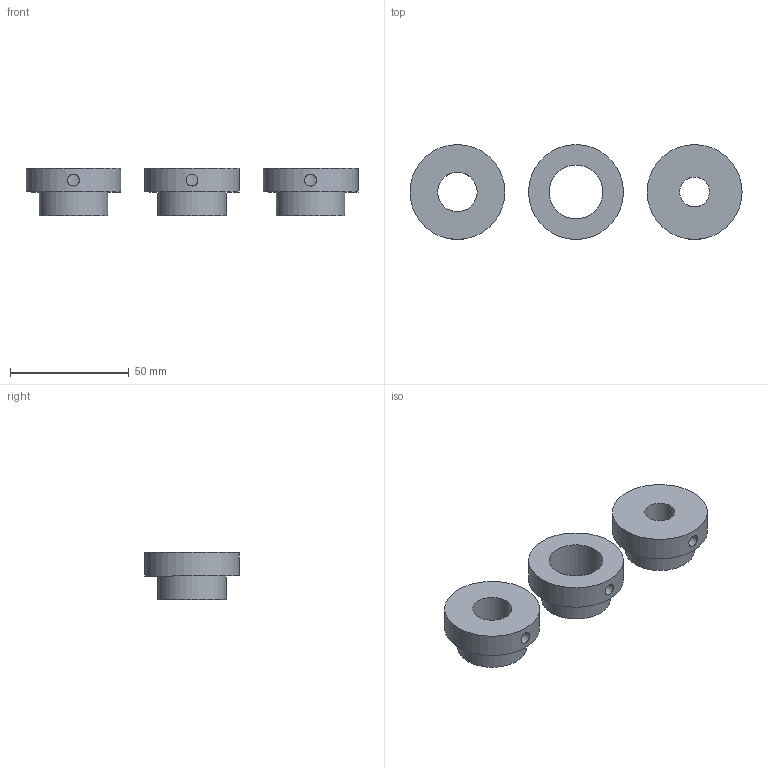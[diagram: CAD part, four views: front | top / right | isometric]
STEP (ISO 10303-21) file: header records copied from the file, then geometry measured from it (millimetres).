
FILE_DESCRIPTION(/* description */ (''),/* implementation_level */ '2;1');
FILE_NAME(/* name */ 'bagues ajustement.step',/* time_stamp */ '2023-10-03T16:30:44+02:00',/* author */ (''),/* organization */ (''),/* preprocessor_version */ 'ST-DEVELOPER v20',/* originating_system */ 'Autodesk Translation Framework v12.9.0.99',/* authorisation */ '');
FILE_SCHEMA (('AUTOMOTIVE_DESIGN { 1 0 10303 214 3 1 1 }'));
Length unit declared in the file: millimetre
Products named in the file (2): CONNEXE FAB; Composant31
Assembly tree (1 placements, depth 2):
  CONNEXE FAB
    Composant31
Bounding box: 140 x 40 x 20 mm (x, y, z)
Volume: 41996.4 mm3; surface area: 16235.6 mm2
Topology: 3 solids, 3 shells, 21 faces, 45 edges, 33 vertices
Faces by surface type: cylinder 12, plane 9
Full cylindrical faces by diameter (mm): 5 x3, 12.6 x1, 16.6 x1, 22.6 x1, 29 x3, 40 x3
Entity records: 843 total; most frequent: CARTESIAN_POINT 309, DIRECTION 96, ORIENTED_EDGE 90, EDGE_CURVE 45, AXIS2_PLACEMENT_3D 42, EDGE_LOOP 36, VERTEX_POINT 33, FACE_OUTER_BOUND 21
